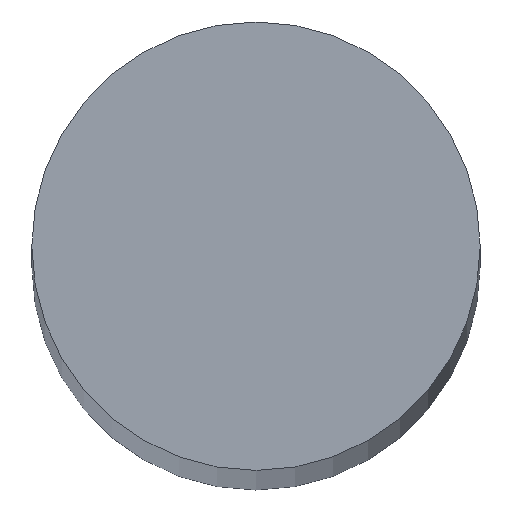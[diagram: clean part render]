
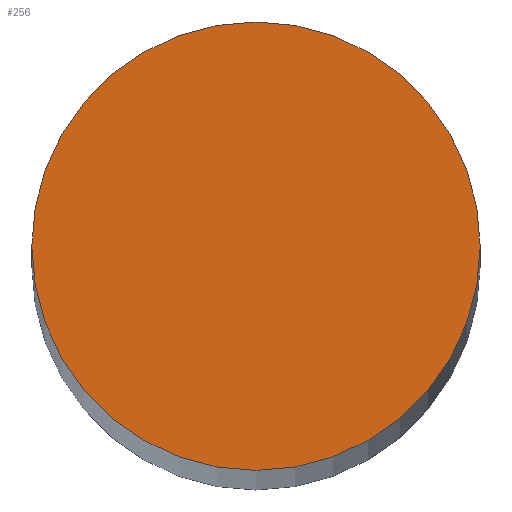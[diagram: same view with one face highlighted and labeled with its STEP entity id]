
A CAD part, top view. The second image highlights one B-rep face of the part: STEP entity #256.
In plain terms, the highlighted planar face has unit normal (0, 0, 1).
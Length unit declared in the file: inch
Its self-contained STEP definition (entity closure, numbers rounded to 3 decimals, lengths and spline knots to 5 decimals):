
#7 = AXIS2_PLACEMENT_3D ( 'NONE', #98, #190, #231 ) ;
#9 = DIRECTION ( 'NONE',  ( 0., 0., 1. ) ) ;
#26 = VERTEX_POINT ( 'NONE', #253 ) ;
#27 = CIRCLE ( 'NONE', #179, 0.7874 ) ;
#29 = EDGE_LOOP ( 'NONE', ( #214, #65 ) ) ;
#34 = DIRECTION ( 'NONE',  ( 0., 0., 1. ) ) ;
#60 = VERTEX_POINT ( 'NONE', #120 ) ;
#65 = ORIENTED_EDGE ( 'NONE', *, *, #77, .T. ) ;
#77 = EDGE_CURVE ( 'NONE', #26, #60, #272, .T. ) ;
#88 = AXIS2_PLACEMENT_3D ( 'NONE', #222, #34, #106 ) ;
#98 = CARTESIAN_POINT ( 'NONE',  ( 0., 2.3622, 0. ) ) ;
#106 = DIRECTION ( 'NONE',  ( 1., 0., 0. ) ) ;
#120 = CARTESIAN_POINT ( 'NONE',  ( 0.7874, 2.3622, 0. ) ) ;
#179 = AXIS2_PLACEMENT_3D ( 'NONE', #201, #9, #263 ) ;
#182 = EDGE_CURVE ( 'NONE', #60, #26, #27, .T. ) ;
#190 = DIRECTION ( 'NONE',  ( 0., 0., 1. ) ) ;
#201 = CARTESIAN_POINT ( 'NONE',  ( 0., 2.3622, 0. ) ) ;
#213 = PLANE ( 'NONE',  #88 ) ;
#214 = ORIENTED_EDGE ( 'NONE', *, *, #182, .T. ) ;
#215 = FACE_OUTER_BOUND ( 'NONE', #29, .T. ) ;
#222 = CARTESIAN_POINT ( 'NONE',  ( 0., 2.3622, 0. ) ) ;
#231 = DIRECTION ( 'NONE',  ( 1., 0., 0. ) ) ;
#253 = CARTESIAN_POINT ( 'NONE',  ( -0.7874, 2.3622, 0. ) ) ;
#256 = ADVANCED_FACE ( 'NONE', ( #215 ), #213, .T. ) ;
#263 = DIRECTION ( 'NONE',  ( 1., 0., 0. ) ) ;
#272 = CIRCLE ( 'NONE', #7, 0.7874 ) ;
